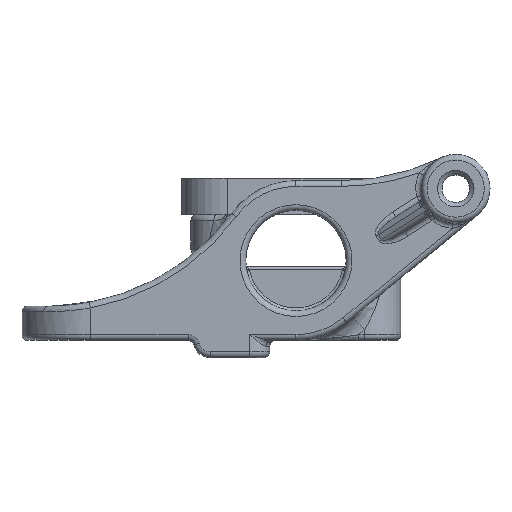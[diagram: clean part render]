
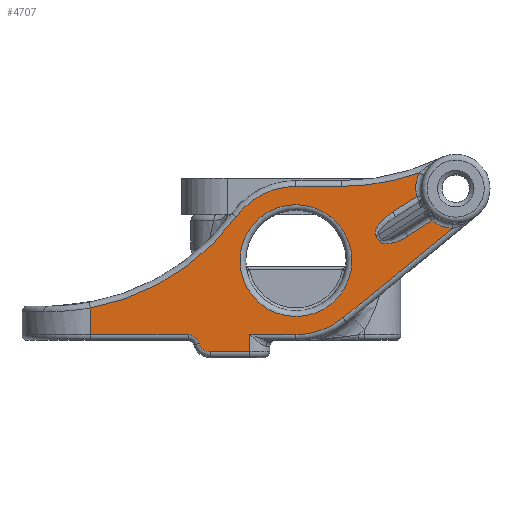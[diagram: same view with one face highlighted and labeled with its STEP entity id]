
A CAD part, front view. The second image highlights one B-rep face of the part: STEP entity #4707.
In plain terms, the highlighted planar face has unit normal (0, -1, 0).
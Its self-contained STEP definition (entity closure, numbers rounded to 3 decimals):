
#33=ELLIPSE('',#5143,2.345,1.);
#37=ELLIPSE('',#5152,2.345,1.);
#242=FACE_BOUND('',#1077,.T.);
#260=PLANE('',#5176);
#751=FACE_OUTER_BOUND('',#1076,.T.);
#1076=EDGE_LOOP('',(#3881,#3882,#3883,#3884,#3885,#3886,#3887,#3888,#3889,
#3890,#3891,#3892,#3893,#3894,#3895,#3896,#3897,#3898,#3899,#3900));
#1077=EDGE_LOOP('',(#3901));
#1341=LINE('',#9991,#1521);
#1344=LINE('',#9995,#1524);
#1346=LINE('',#10000,#1526);
#1347=LINE('',#10060,#1527);
#1349=LINE('',#10068,#1529);
#1350=LINE('',#10074,#1530);
#1351=LINE('',#10076,#1531);
#1352=LINE('',#10082,#1532);
#1353=LINE('',#10084,#1533);
#1354=LINE('',#10086,#1534);
#1521=VECTOR('',#6098,10.);
#1524=VECTOR('',#6103,10.);
#1526=VECTOR('',#6109,10.);
#1527=VECTOR('',#6128,10.);
#1529=VECTOR('',#6136,10.);
#1530=VECTOR('',#6141,10.);
#1531=VECTOR('',#6142,10.);
#1532=VECTOR('',#6147,10.);
#1533=VECTOR('',#6148,10.);
#1534=VECTOR('',#6149,10.);
#1750=CIRCLE('',#5141,3.5);
#1763=CIRCLE('',#5168,3.5);
#1768=CIRCLE('',#5177,20.5);
#1769=CIRCLE('',#5178,6.5);
#1770=CIRCLE('',#5179,20.5);
#1771=CIRCLE('',#5180,1.);
#1772=CIRCLE('',#5181,1.);
#1773=CIRCLE('',#5182,6.5);
#1774=CIRCLE('',#5183,4.9);
#2173=VERTEX_POINT('',#9713);
#2174=VERTEX_POINT('',#9715);
#2175=VERTEX_POINT('',#9788);
#2176=VERTEX_POINT('',#9789);
#2183=VERTEX_POINT('',#9900);
#2184=VERTEX_POINT('',#9901);
#2192=VERTEX_POINT('',#9989);
#2194=VERTEX_POINT('',#10002);
#2195=VERTEX_POINT('',#10059);
#2197=VERTEX_POINT('',#10065);
#2198=VERTEX_POINT('',#10067);
#2199=VERTEX_POINT('',#10069);
#2200=VERTEX_POINT('',#10071);
#2201=VERTEX_POINT('',#10073);
#2202=VERTEX_POINT('',#10075);
#2203=VERTEX_POINT('',#10077);
#2204=VERTEX_POINT('',#10079);
#2205=VERTEX_POINT('',#10081);
#2206=VERTEX_POINT('',#10083);
#2207=VERTEX_POINT('',#10085);
#2208=VERTEX_POINT('',#10088);
#2744=EDGE_CURVE('',#2173,#2174,#1750,.T.);
#2747=EDGE_CURVE('',#2175,#2176,#33,.T.);
#2759=EDGE_CURVE('',#2183,#2184,#37,.T.);
#2772=EDGE_CURVE('',#2192,#2183,#1341,.T.);
#2775=EDGE_CURVE('',#2184,#2175,#1344,.T.);
#2778=EDGE_CURVE('',#2176,#2173,#1346,.T.);
#2780=EDGE_CURVE('',#2194,#2192,#1763,.T.);
#2785=EDGE_CURVE('',#2174,#2195,#1347,.T.);
#2788=EDGE_CURVE('',#2197,#2194,#1768,.T.);
#2789=EDGE_CURVE('',#2198,#2197,#1349,.T.);
#2790=EDGE_CURVE('',#2199,#2198,#1769,.T.);
#2791=EDGE_CURVE('',#2200,#2199,#1770,.T.);
#2792=EDGE_CURVE('',#2201,#2200,#1350,.T.);
#2793=EDGE_CURVE('',#2202,#2201,#1351,.T.);
#2794=EDGE_CURVE('',#2203,#2202,#1771,.T.);
#2795=EDGE_CURVE('',#2204,#2203,#1772,.T.);
#2796=EDGE_CURVE('',#2205,#2204,#1352,.T.);
#2797=EDGE_CURVE('',#2206,#2205,#1353,.T.);
#2798=EDGE_CURVE('',#2207,#2206,#1354,.T.);
#2799=EDGE_CURVE('',#2195,#2207,#1773,.T.);
#2800=EDGE_CURVE('',#2208,#2208,#1774,.T.);
#3881=ORIENTED_EDGE('',*,*,#2744,.F.);
#3882=ORIENTED_EDGE('',*,*,#2778,.F.);
#3883=ORIENTED_EDGE('',*,*,#2747,.F.);
#3884=ORIENTED_EDGE('',*,*,#2775,.F.);
#3885=ORIENTED_EDGE('',*,*,#2759,.F.);
#3886=ORIENTED_EDGE('',*,*,#2772,.F.);
#3887=ORIENTED_EDGE('',*,*,#2780,.F.);
#3888=ORIENTED_EDGE('',*,*,#2788,.F.);
#3889=ORIENTED_EDGE('',*,*,#2789,.F.);
#3890=ORIENTED_EDGE('',*,*,#2790,.F.);
#3891=ORIENTED_EDGE('',*,*,#2791,.F.);
#3892=ORIENTED_EDGE('',*,*,#2792,.F.);
#3893=ORIENTED_EDGE('',*,*,#2793,.F.);
#3894=ORIENTED_EDGE('',*,*,#2794,.F.);
#3895=ORIENTED_EDGE('',*,*,#2795,.F.);
#3896=ORIENTED_EDGE('',*,*,#2796,.F.);
#3897=ORIENTED_EDGE('',*,*,#2797,.F.);
#3898=ORIENTED_EDGE('',*,*,#2798,.F.);
#3899=ORIENTED_EDGE('',*,*,#2799,.F.);
#3900=ORIENTED_EDGE('',*,*,#2785,.F.);
#3901=ORIENTED_EDGE('',*,*,#2800,.F.);
#4707=ADVANCED_FACE('',(#751,#242),#260,.T.);
#5141=AXIS2_PLACEMENT_3D('',#9716,#6050,#6051);
#5143=AXIS2_PLACEMENT_3D('',#9790,#6054,#6055);
#5152=AXIS2_PLACEMENT_3D('',#9902,#6074,#6075);
#5168=AXIS2_PLACEMENT_3D('',#10004,#6114,#6115);
#5176=AXIS2_PLACEMENT_3D('',#10064,#6132,#6133);
#5177=AXIS2_PLACEMENT_3D('',#10066,#6134,#6135);
#5178=AXIS2_PLACEMENT_3D('',#10070,#6137,#6138);
#5179=AXIS2_PLACEMENT_3D('',#10072,#6139,#6140);
#5180=AXIS2_PLACEMENT_3D('',#10078,#6143,#6144);
#5181=AXIS2_PLACEMENT_3D('',#10080,#6145,#6146);
#5182=AXIS2_PLACEMENT_3D('',#10087,#6150,#6151);
#5183=AXIS2_PLACEMENT_3D('',#10089,#6152,#6153);
#6050=DIRECTION('center_axis',(0.,-1.,0.));
#6051=DIRECTION('ref_axis',(-0.265,0.,-0.964));
#6054=DIRECTION('center_axis',(0.,-1.,0.));
#6055=DIRECTION('ref_axis',(-0.843,0.,-0.539));
#6074=DIRECTION('center_axis',(0.,-1.,0.));
#6075=DIRECTION('ref_axis',(-0.843,0.,-0.539));
#6098=DIRECTION('',(-0.843,0.,-0.539));
#6103=DIRECTION('',(0.539,0.,-0.843));
#6109=DIRECTION('',(0.843,0.,0.539));
#6114=DIRECTION('center_axis',(0.,-1.,0.));
#6115=DIRECTION('ref_axis',(-0.983,0.,0.183));
#6128=DIRECTION('',(-0.774,0.,-0.634));
#6132=DIRECTION('center_axis',(0.,-1.,0.));
#6133=DIRECTION('ref_axis',(1.,0.,0.));
#6134=DIRECTION('center_axis',(0.,-1.,0.));
#6135=DIRECTION('ref_axis',(0.224,0.,-0.975));
#6136=DIRECTION('',(1.,0.,0.));
#6137=DIRECTION('center_axis',(0.,1.,0.));
#6138=DIRECTION('ref_axis',(-0.451,0.,0.892));
#6139=DIRECTION('center_axis',(0.,-1.,0.));
#6140=DIRECTION('ref_axis',(0.533,0.,-0.846));
#6141=DIRECTION('',(0.,0.,1.));
#6142=DIRECTION('',(-1.,0.,0.));
#6143=DIRECTION('center_axis',(0.,-1.,0.));
#6144=DIRECTION('ref_axis',(0.612,0.,0.791));
#6145=DIRECTION('center_axis',(0.,1.,0.));
#6146=DIRECTION('ref_axis',(-0.707,0.,-0.707));
#6147=DIRECTION('',(-1.,0.,0.));
#6148=DIRECTION('',(0.,0.,-1.));
#6149=DIRECTION('',(-1.,0.,0.));
#6150=DIRECTION('center_axis',(0.,1.,0.));
#6151=DIRECTION('ref_axis',(0.337,0.,-0.942));
#6152=DIRECTION('center_axis',(0.,-1.,0.));
#6153=DIRECTION('ref_axis',(1.,0.,0.));
#9713=CARTESIAN_POINT('',(15.919,-25.279,-13.009));
#9715=CARTESIAN_POINT('',(17.69,-25.279,-13.681));
#9716=CARTESIAN_POINT('Origin',(18.,-25.279,-10.195));
#9788=CARTESIAN_POINT('',(11.3,-25.279,-14.774));
#9789=CARTESIAN_POINT('',(13.814,-25.279,-14.354));
#9790=CARTESIAN_POINT('Origin',(13.276,-25.279,-13.511));
#9900=CARTESIAN_POINT('',(12.468,-25.279,-12.247));
#9901=CARTESIAN_POINT('',(11.03,-25.279,-14.353));
#9902=CARTESIAN_POINT('Origin',(13.006,-25.279,-13.09));
#9989=CARTESIAN_POINT('',(14.572,-25.279,-10.902));
#9991=CARTESIAN_POINT('',(8.723,-25.279,-14.641));
#9995=CARTESIAN_POINT('',(9.695,-25.279,-12.263));
#10000=CARTESIAN_POINT('',(7.922,-25.279,-18.12));
#10002=CARTESIAN_POINT('',(14.775,-25.279,-8.834));
#10004=CARTESIAN_POINT('Origin',(18.,-25.279,-10.195));
#10059=CARTESIAN_POINT('',(8.12,-25.279,-21.522));
#10060=CARTESIAN_POINT('',(13.087,-25.279,-17.452));
#10064=CARTESIAN_POINT('Origin',(0.5,-25.279,-15.345));
#10065=CARTESIAN_POINT('',(7.975,-25.279,-9.995));
#10066=CARTESIAN_POINT('Origin',(7.975,-25.279,10.505));
#10067=CARTESIAN_POINT('',(4.,-25.279,-9.995));
#10068=CARTESIAN_POINT('',(2.25,-25.279,-9.995));
#10069=CARTESIAN_POINT('',(-1.236,-25.279,-12.643));
#10070=CARTESIAN_POINT('Origin',(4.,-25.279,-16.495));
#10071=CARTESIAN_POINT('',(-14.,-25.279,-20.649));
#10072=CARTESIAN_POINT('Origin',(-17.749,-25.279,-0.495));
#10073=CARTESIAN_POINT('',(-14.,-25.279,-22.995));
#10074=CARTESIAN_POINT('',(-14.,-25.279,-19.42));
#10075=CARTESIAN_POINT('',(-5.436,-25.279,-22.995));
#10076=CARTESIAN_POINT('',(2.25,-25.279,-22.995));
#10077=CARTESIAN_POINT('',(-4.468,-25.279,-23.745));
#10078=CARTESIAN_POINT('Origin',(-5.436,-25.279,-23.995));
#10079=CARTESIAN_POINT('',(-3.5,-25.279,-24.495));
#10080=CARTESIAN_POINT('Origin',(-3.5,-25.279,-23.495));
#10081=CARTESIAN_POINT('',(-0.05,-25.279,-24.495));
#10082=CARTESIAN_POINT('',(-0.575,-25.279,-24.495));
#10083=CARTESIAN_POINT('',(-0.05,-25.279,-22.995));
#10084=CARTESIAN_POINT('',(-0.05,-25.279,-19.42));
#10085=CARTESIAN_POINT('',(4.,-25.279,-22.995));
#10086=CARTESIAN_POINT('',(2.25,-25.279,-22.995));
#10087=CARTESIAN_POINT('Origin',(4.,-25.279,-16.495));
#10088=CARTESIAN_POINT('',(8.9,-25.279,-16.495));
#10089=CARTESIAN_POINT('Origin',(4.,-25.279,-16.495));
